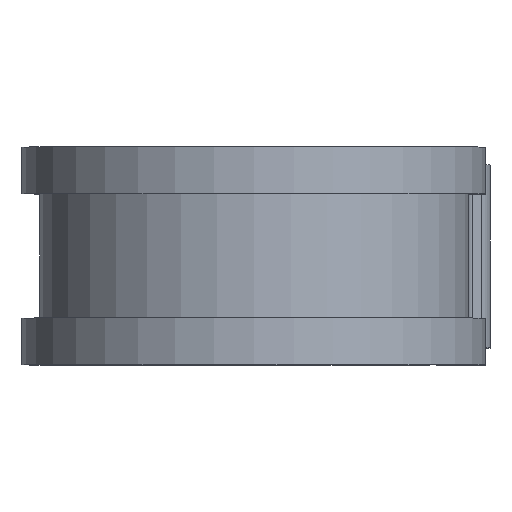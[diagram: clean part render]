
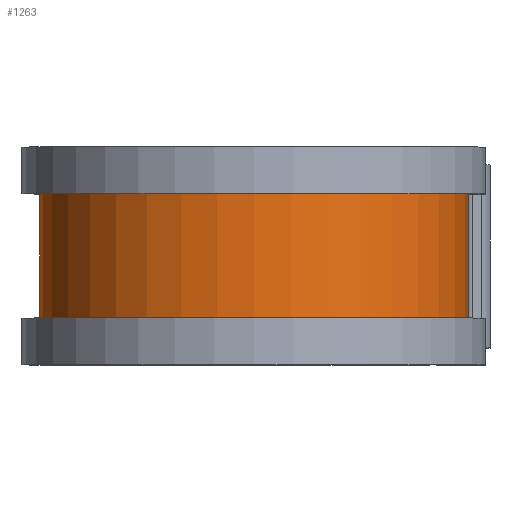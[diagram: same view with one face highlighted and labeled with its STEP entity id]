
A CAD part, top view. The second image highlights one B-rep face of the part: STEP entity #1263.
In plain terms, the highlighted cylindrical face has radius 18.618 mm (diameter 37.236 mm), a partial arc.
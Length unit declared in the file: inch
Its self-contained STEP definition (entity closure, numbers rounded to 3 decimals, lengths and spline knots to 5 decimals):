
#39 = VERTEX_POINT ( 'NONE', #883 ) ;
#72 = FACE_OUTER_BOUND ( 'NONE', #1690, .T. ) ;
#79 = VERTEX_POINT ( 'NONE', #1372 ) ;
#104 = CARTESIAN_POINT ( 'NONE',  ( 0., 0.3125, -0.733 ) ) ;
#114 = DIRECTION ( 'NONE',  ( 0., -1., 0. ) ) ;
#180 = DIRECTION ( 'NONE',  ( 0., -1., 0. ) ) ;
#300 = CARTESIAN_POINT ( 'NONE',  ( 0.733, 0.3125, 0. ) ) ;
#303 = EDGE_CURVE ( 'NONE', #445, #39, #1632, .T. ) ;
#396 = DIRECTION ( 'NONE',  ( 0., -1., 0. ) ) ;
#444 = CARTESIAN_POINT ( 'NONE',  ( 0., 0.3125, 0. ) ) ;
#445 = VERTEX_POINT ( 'NONE', #708 ) ;
#642 = ORIENTED_EDGE ( 'NONE', *, *, #1481, .F. ) ;
#708 = CARTESIAN_POINT ( 'NONE',  ( 0.733, -0.2125, 0. ) ) ;
#732 = ORIENTED_EDGE ( 'NONE', *, *, #1636, .T. ) ;
#756 = LINE ( 'NONE', #300, #1395 ) ;
#761 = VECTOR ( 'NONE', #114, 39.37008 ) ;
#814 = DIRECTION ( 'NONE',  ( 0., -1., 0. ) ) ;
#883 = CARTESIAN_POINT ( 'NONE',  ( 0., -0.2125, -0.733 ) ) ;
#1050 = CARTESIAN_POINT ( 'NONE',  ( 0., 0.2125, 0. ) ) ;
#1053 = EDGE_CURVE ( 'NONE', #79, #39, #1693, .T. ) ;
#1110 = DIRECTION ( 'NONE',  ( 0., 0., -1. ) ) ;
#1123 = CARTESIAN_POINT ( 'NONE',  ( 0., -0.2125, 0. ) ) ;
#1159 = CYLINDRICAL_SURFACE ( 'NONE', #1335, 0.733 ) ;
#1160 = DIRECTION ( 'NONE',  ( 0., 0., -1. ) ) ;
#1171 = CARTESIAN_POINT ( 'NONE',  ( 0.733, 0.2125, 0. ) ) ;
#1244 = DIRECTION ( 'NONE',  ( 0., -1., 0. ) ) ;
#1263 = ADVANCED_FACE ( 'NONE', ( #72 ), #1159, .T. ) ;
#1264 = DIRECTION ( 'NONE',  ( 0., 0., -1. ) ) ;
#1335 = AXIS2_PLACEMENT_3D ( 'NONE', #444, #396, #1264 ) ;
#1372 = CARTESIAN_POINT ( 'NONE',  ( 0., 0.2125, -0.733 ) ) ;
#1395 = VECTOR ( 'NONE', #1244, 39.37008 ) ;
#1466 = CIRCLE ( 'NONE', #1600, 0.733 ) ;
#1481 = EDGE_CURVE ( 'NONE', #1755, #445, #756, .T. ) ;
#1600 = AXIS2_PLACEMENT_3D ( 'NONE', #1050, #180, #1160 ) ;
#1607 = ORIENTED_EDGE ( 'NONE', *, *, #303, .F. ) ;
#1625 = ORIENTED_EDGE ( 'NONE', *, *, #1053, .T. ) ;
#1632 = CIRCLE ( 'NONE', #1663, 0.733 ) ;
#1636 = EDGE_CURVE ( 'NONE', #1755, #79, #1466, .T. ) ;
#1663 = AXIS2_PLACEMENT_3D ( 'NONE', #1123, #814, #1110 ) ;
#1690 = EDGE_LOOP ( 'NONE', ( #642, #732, #1625, #1607 ) ) ;
#1693 = LINE ( 'NONE', #104, #761 ) ;
#1755 = VERTEX_POINT ( 'NONE', #1171 ) ;
